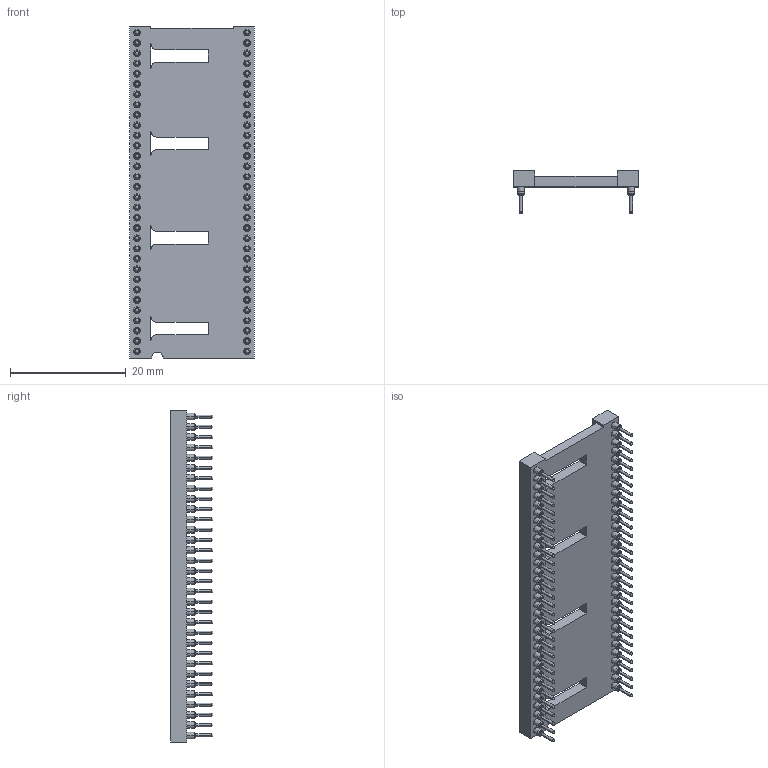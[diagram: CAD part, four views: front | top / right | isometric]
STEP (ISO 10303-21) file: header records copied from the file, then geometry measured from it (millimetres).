
FILE_DESCRIPTION(('STEP AP214'),'1');
FILE_NAME('dil_socket_217-87-764-41-005101.stp','2020-04-09T09:44:27',('TraceParts'),('TraceParts S.A.'),'Spatial InterOp 3D',' ',' ');
FILE_SCHEMA(('AUTOMOTIVE_DESIGN { 1 0 10303 214 1 1 1 1 }'));
Length unit declared in the file: millimetre
Products named in the file (1): dil_socket_217-87-764-41-005101
Bounding box: 21.59 x 7.37 x 57.4 mm (x, y, z)
Volume: 2479.8 mm3; surface area: 4719.8 mm2
Topology: 1 solids, 1 shells, 2216 faces, 4948 edges, 2730 vertices
Faces by surface type: cone 1024, cylinder 841, plane 159, torus 128, sphere 64
Entity records: 77138 total; most frequent: DIRECTION 11960, CARTESIAN_POINT 9639, ORIENTED_EDGE 9384, AXIS2_PLACEMENT_3D 5051, EDGE_CURVE 4692, CIRCLE 2834, VERTEX_POINT 2730, EDGE_LOOP 2476
